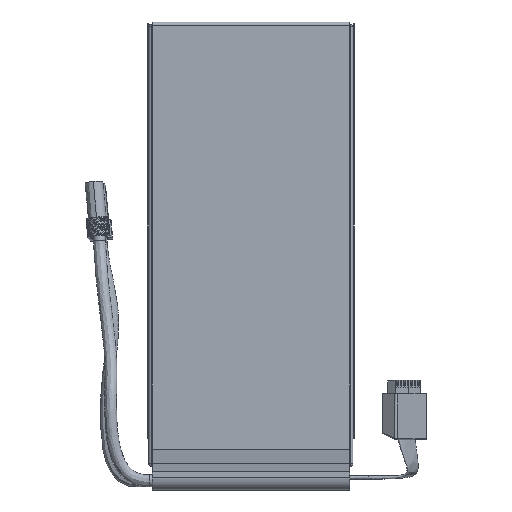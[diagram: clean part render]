
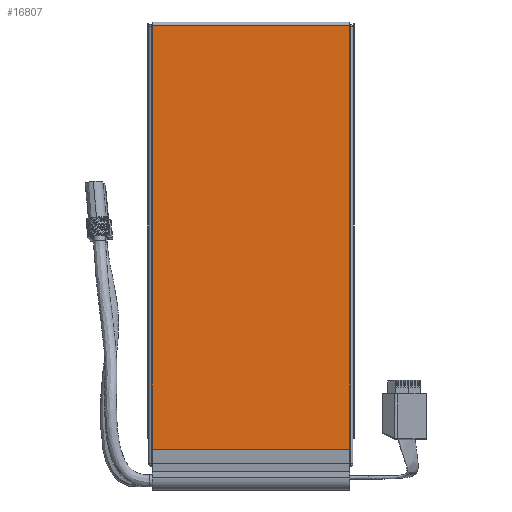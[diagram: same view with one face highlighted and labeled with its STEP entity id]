
A CAD part, front view. The second image highlights one B-rep face of the part: STEP entity #16807.
In plain terms, the highlighted free-form (B-spline) face has degree [1, 1] with [2, 2] control points.
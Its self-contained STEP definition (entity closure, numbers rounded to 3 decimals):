
#16289 = VERTEX_POINT('',#16290);
#16290 = CARTESIAN_POINT('',(0.,-31.345,-1.028));
#16296 = EDGE_CURVE('',#16289,#16297,#16299,.T.);
#16297 = VERTEX_POINT('',#16298);
#16298 = CARTESIAN_POINT('',(0.,-31.345,-192.692));
#16299 = B_SPLINE_CURVE_WITH_KNOTS('',1,(#16300,#16301),.UNSPECIFIED.,
  .F.,.F.,(2,2),(0.,186.5),.PIECEWISE_BEZIER_KNOTS.);
#16300 = CARTESIAN_POINT('',(0.,-31.345,-1.028));
#16301 = CARTESIAN_POINT('',(0.,-31.345,-192.692));
#16480 = VERTEX_POINT('',#16481);
#16481 = CARTESIAN_POINT('',(-89.409,-31.345,
    -192.692));
#16499 = EDGE_CURVE('',#16500,#16480,#16502,.T.);
#16500 = VERTEX_POINT('',#16501);
#16501 = CARTESIAN_POINT('',(-89.409,-31.345,
    -1.028));
#16502 = B_SPLINE_CURVE_WITH_KNOTS('',1,(#16503,#16504),.UNSPECIFIED.,
  .F.,.F.,(2,2),(0.,186.5),.PIECEWISE_BEZIER_KNOTS.);
#16503 = CARTESIAN_POINT('',(-89.409,-31.345,
    -1.028));
#16504 = CARTESIAN_POINT('',(-89.409,-31.345,
    -192.692));
#16794 = EDGE_CURVE('',#16289,#16500,#16795,.T.);
#16795 = B_SPLINE_CURVE_WITH_KNOTS('',1,(#16796,#16797),.UNSPECIFIED.,
  .F.,.F.,(2,2),(-0.,87.),.PIECEWISE_BEZIER_KNOTS.);
#16796 = CARTESIAN_POINT('',(0.,-31.345,-1.028));
#16797 = CARTESIAN_POINT('',(-89.409,-31.345,
    -1.028));
#16807 = ADVANCED_FACE('',(#16808),#16818,.F.);
#16808 = FACE_BOUND('',#16809,.T.);
#16809 = EDGE_LOOP('',(#16810,#16811,#16816,#16817));
#16810 = ORIENTED_EDGE('',*,*,#16499,.T.);
#16811 = ORIENTED_EDGE('',*,*,#16812,.F.);
#16812 = EDGE_CURVE('',#16297,#16480,#16813,.T.);
#16813 = B_SPLINE_CURVE_WITH_KNOTS('',1,(#16814,#16815),.UNSPECIFIED.,
  .F.,.F.,(2,2),(-0.,87.),.PIECEWISE_BEZIER_KNOTS.);
#16814 = CARTESIAN_POINT('',(0.,-31.345,-192.692));
#16815 = CARTESIAN_POINT('',(-89.409,-31.345,
    -192.692));
#16816 = ORIENTED_EDGE('',*,*,#16296,.F.);
#16817 = ORIENTED_EDGE('',*,*,#16794,.T.);
#16818 = B_SPLINE_SURFACE_WITH_KNOTS('',1,1,(
    (#16819,#16820)
    ,(#16821,#16822
  )),.UNSPECIFIED.,.F.,.F.,.F.,(2,2),(2,2),(-186.5,0.),(-87.,0.),
  .PIECEWISE_BEZIER_KNOTS.);
#16819 = CARTESIAN_POINT('',(-89.409,-31.345,
    -192.692));
#16820 = CARTESIAN_POINT('',(0.,-31.345,-192.692));
#16821 = CARTESIAN_POINT('',(-89.409,-31.345,
    -1.028));
#16822 = CARTESIAN_POINT('',(0.,-31.345,-1.028));
